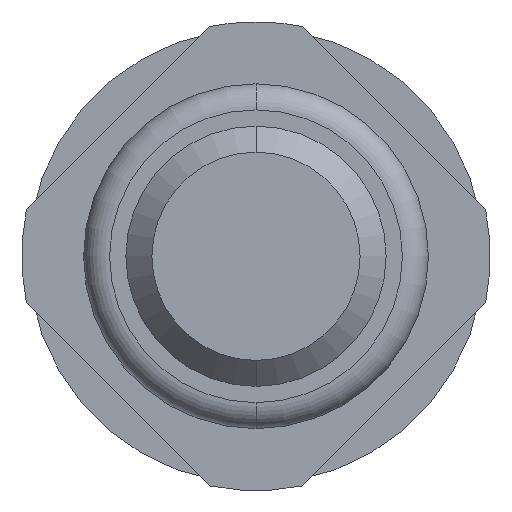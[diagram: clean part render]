
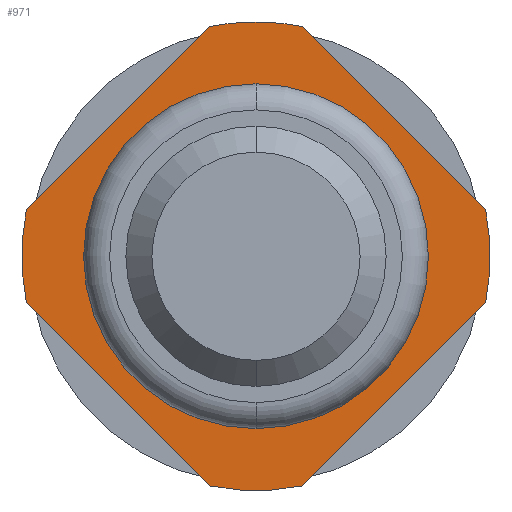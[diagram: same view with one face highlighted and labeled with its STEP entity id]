
A CAD part, front view. The second image highlights one B-rep face of the part: STEP entity #971.
In plain terms, the highlighted planar face has unit normal (0, -1, 0).
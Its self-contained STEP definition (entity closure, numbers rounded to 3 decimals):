
#24 = FACE_OUTER_BOUND ( 'NONE', #1569, .T. ) ;
#88 = DIRECTION ( 'NONE',  ( 0., 1., 0. ) ) ;
#134 = VERTEX_POINT ( 'NONE', #2857 ) ;
#225 = DIRECTION ( 'NONE',  ( 0., 0., 1. ) ) ;
#296 = EDGE_LOOP ( 'NONE', ( #2820, #3393 ) ) ;
#299 = CARTESIAN_POINT ( 'NONE',  ( 1.961, -2., -0.161 ) ) ;
#321 = DIRECTION ( 'NONE',  ( 0., 1., 0. ) ) ;
#338 = ORIENTED_EDGE ( 'NONE', *, *, #1841, .F. ) ;
#377 = VERTEX_POINT ( 'NONE', #2768 ) ;
#422 = DIRECTION ( 'NONE',  ( 0.707, 0., 0.707 ) ) ;
#449 = EDGE_CURVE ( 'Defeature ausgef�hrt3_17+Defeature ausgef�hrt3_0+Defeature ausgef�hrt3_3+Defeature ausgef�hrt3_2', #1412, #2219, #1378, .T. ) ;
#519 = DIRECTION ( 'NONE',  ( 0., 1., 0. ) ) ;
#532 = DIRECTION ( 'NONE',  ( 0., 1., 0. ) ) ;
#550 = VERTEX_POINT ( 'NONE', #3739 ) ;
#571 = CARTESIAN_POINT ( 'NONE',  ( 0.357, -2., 1.764 ) ) ;
#573 = ORIENTED_EDGE ( 'NONE', *, *, #3006, .F. ) ;
#683 = CARTESIAN_POINT ( 'NONE',  ( 0., -2., 0. ) ) ;
#690 = PLANE ( 'NONE',  #3072 ) ;
#718 = LINE ( 'NONE', #1988, #3070 ) ;
#726 = CIRCLE ( 'NONE', #3422, 1.8 ) ;
#771 = DIRECTION ( 'NONE',  ( 0., 1., 0. ) ) ;
#799 = LINE ( 'NONE', #299, #3025 ) ;
#805 = CARTESIAN_POINT ( 'NONE',  ( 0., -2., 0. ) ) ;
#826 = DIRECTION ( 'NONE',  ( 0., 0., 1. ) ) ;
#841 = VERTEX_POINT ( 'NONE', #1215 ) ;
#961 = CARTESIAN_POINT ( 'NONE',  ( 0., -2., 0. ) ) ;
#962 = CARTESIAN_POINT ( 'NONE',  ( 0., -2., 1.8 ) ) ;
#971 = ADVANCED_FACE ( 'Defeature ausgef�hrt3_0', ( #2014, #24 ), #690, .F. ) ;
#1014 = CIRCLE ( 'NONE', #2231, 1.325 ) ;
#1037 = DIRECTION ( 'NONE',  ( 0., 0., 1. ) ) ;
#1188 = CARTESIAN_POINT ( 'NONE',  ( -0.357, -2., 1.764 ) ) ;
#1215 = CARTESIAN_POINT ( 'NONE',  ( 1.764, -2., -0.357 ) ) ;
#1266 = CARTESIAN_POINT ( 'NONE',  ( 1.8, -2., 0. ) ) ;
#1364 = CARTESIAN_POINT ( 'NONE',  ( 0., -2., 0. ) ) ;
#1378 = LINE ( 'NONE', #3317, #2294 ) ;
#1412 = VERTEX_POINT ( 'NONE', #2862 ) ;
#1414 = VECTOR ( 'NONE', #1782, 1000. ) ;
#1470 = CIRCLE ( 'NONE', #3637, 1.8 ) ;
#1569 = EDGE_LOOP ( 'NONE', ( #1948, #1832, #573, #2381, #2043, #2177, #1899, #3456, #338 ) ) ;
#1571 = DIRECTION ( 'NONE',  ( 0., 0., 1. ) ) ;
#1591 = AXIS2_PLACEMENT_3D ( 'NONE', #805, #519, #826 ) ;
#1718 = EDGE_CURVE ( 'Defeature ausgef�hrt3_18+Defeature ausgef�hrt3_0+Defeature ausgef�hrt3_2+Defeature ausgef�hrt3_1', #3387, #134, #718, .T. ) ;
#1738 = VERTEX_POINT ( 'NONE', #2617 ) ;
#1782 = DIRECTION ( 'NONE',  ( -0.707, 0., 0.707 ) ) ;
#1832 = ORIENTED_EDGE ( 'NONE', *, *, #2071, .F. ) ;
#1841 = EDGE_CURVE ( 'Defeature ausgef�hrt3_1+Defeature ausgef�hrt3_0+Defeature ausgef�hrt3_18+Defeature ausgef�hrt3_15', #134, #841, #2886, .T. ) ;
#1863 = CARTESIAN_POINT ( 'NONE',  ( 0., -2., 0. ) ) ;
#1899 = ORIENTED_EDGE ( 'NONE', *, *, #2532, .F. ) ;
#1948 = ORIENTED_EDGE ( 'NONE', *, *, #1718, .F. ) ;
#1988 = CARTESIAN_POINT ( 'NONE',  ( 1.961, -2., 0.161 ) ) ;
#2014 = FACE_BOUND ( 'NONE', #296, .T. ) ;
#2043 = ORIENTED_EDGE ( 'NONE', *, *, #2408, .F. ) ;
#2062 = EDGE_CURVE ( 'Defeature ausgef�hrt3_15+Defeature ausgef�hrt3_0+Defeature ausgef�hrt3_1+Defeature ausgef�hrt3_4', #841, #3498, #799, .T. ) ;
#2071 = EDGE_CURVE ( 'Defeature ausgef�hrt3_2+Defeature ausgef�hrt3_0+Defeature ausgef�hrt3_17+Defeature ausgef�hrt3_18', #2157, #3387, #1470, .T. ) ;
#2102 = DIRECTION ( 'NONE',  ( 0., 0., 1. ) ) ;
#2147 = DIRECTION ( 'NONE',  ( 0., 1., 0. ) ) ;
#2157 = VERTEX_POINT ( 'NONE', #962 ) ;
#2177 = ORIENTED_EDGE ( 'NONE', *, *, #3458, .F. ) ;
#2179 = LINE ( 'NONE', #3503, #1414 ) ;
#2219 = VERTEX_POINT ( 'NONE', #1188 ) ;
#2229 = CIRCLE ( 'NONE', #3306, 1.8 ) ;
#2231 = AXIS2_PLACEMENT_3D ( 'NONE', #1364, #532, #225 ) ;
#2247 = CIRCLE ( 'NONE', #2966, 1.8 ) ;
#2266 = DIRECTION ( 'NONE',  ( 0.707, 0., -0.707 ) ) ;
#2294 = VECTOR ( 'NONE', #422, 1000. ) ;
#2315 = DIRECTION ( 'NONE',  ( -0.707, 0., -0.707 ) ) ;
#2320 = CARTESIAN_POINT ( 'NONE',  ( 0., -2., 1.325 ) ) ;
#2381 = ORIENTED_EDGE ( 'NONE', *, *, #449, .F. ) ;
#2387 = DIRECTION ( 'NONE',  ( 0., 0., 1. ) ) ;
#2408 = EDGE_CURVE ( 'Defeature ausgef�hrt3_3+Defeature ausgef�hrt3_0+Defeature ausgef�hrt3_16+Defeature ausgef�hrt3_17', #377, #1412, #2247, .T. ) ;
#2532 = EDGE_CURVE ( 'Defeature ausgef�hrt3_4+Defeature ausgef�hrt3_0+Defeature ausgef�hrt3_15+Defeature ausgef�hrt3_16', #3498, #550, #726, .T. ) ;
#2617 = CARTESIAN_POINT ( 'NONE',  ( 0., -2., -1.325 ) ) ;
#2691 = CARTESIAN_POINT ( 'NONE',  ( 0.357, -2., -1.764 ) ) ;
#2709 = EDGE_CURVE ( 'Defeature ausgef�hrt3_0+Defeature ausgef�hrt3_12+Defeature ausgef�hrt3_12+Defeature ausgef�hrt3_12', #1738, #2746, #3654, .T. ) ;
#2731 = DIRECTION ( 'NONE',  ( 0., 1., 0. ) ) ;
#2732 = DIRECTION ( 'NONE',  ( 0., 0., 1. ) ) ;
#2746 = VERTEX_POINT ( 'NONE', #2320 ) ;
#2768 = CARTESIAN_POINT ( 'NONE',  ( -1.764, -2., -0.357 ) ) ;
#2820 = ORIENTED_EDGE ( 'NONE', *, *, #3245, .T. ) ;
#2857 = CARTESIAN_POINT ( 'NONE',  ( 1.764, -2., 0.357 ) ) ;
#2862 = CARTESIAN_POINT ( 'NONE',  ( -1.764, -2., 0.357 ) ) ;
#2886 = CIRCLE ( 'NONE', #3131, 1.8 ) ;
#2966 = AXIS2_PLACEMENT_3D ( 'NONE', #3313, #2731, #1571 ) ;
#2971 = DIRECTION ( 'NONE',  ( 0., 1., 0. ) ) ;
#3006 = EDGE_CURVE ( 'Defeature ausgef�hrt3_2+Defeature ausgef�hrt3_0+Defeature ausgef�hrt3_17+Defeature ausgef�hrt3_18', #2219, #2157, #2229, .T. ) ;
#3025 = VECTOR ( 'NONE', #2315, 1000. ) ;
#3070 = VECTOR ( 'NONE', #2266, 1000. ) ;
#3072 = AXIS2_PLACEMENT_3D ( 'NONE', #1266, #88, #2102 ) ;
#3131 = AXIS2_PLACEMENT_3D ( 'NONE', #961, #2971, #2387 ) ;
#3196 = DIRECTION ( 'NONE',  ( 0., 0., 1. ) ) ;
#3245 = EDGE_CURVE ( 'Defeature ausgef�hrt3_0+Defeature ausgef�hrt3_12+Defeature ausgef�hrt3_12+Defeature ausgef�hrt3_12', #2746, #1738, #1014, .T. ) ;
#3306 = AXIS2_PLACEMENT_3D ( 'NONE', #683, #2147, #2732 ) ;
#3313 = CARTESIAN_POINT ( 'NONE',  ( 0., -2., 0. ) ) ;
#3317 = CARTESIAN_POINT ( 'NONE',  ( -0.161, -2., 1.961 ) ) ;
#3387 = VERTEX_POINT ( 'NONE', #571 ) ;
#3393 = ORIENTED_EDGE ( 'NONE', *, *, #2709, .T. ) ;
#3422 = AXIS2_PLACEMENT_3D ( 'NONE', #1863, #771, #1037 ) ;
#3456 = ORIENTED_EDGE ( 'NONE', *, *, #2062, .F. ) ;
#3458 = EDGE_CURVE ( 'Defeature ausgef�hrt3_16+Defeature ausgef�hrt3_0+Defeature ausgef�hrt3_4+Defeature ausgef�hrt3_3', #550, #377, #2179, .T. ) ;
#3496 = CARTESIAN_POINT ( 'NONE',  ( 0., -2., 0. ) ) ;
#3498 = VERTEX_POINT ( 'NONE', #2691 ) ;
#3503 = CARTESIAN_POINT ( 'NONE',  ( -0.161, -2., -1.961 ) ) ;
#3637 = AXIS2_PLACEMENT_3D ( 'NONE', #3496, #321, #3196 ) ;
#3654 = CIRCLE ( 'NONE', #1591, 1.325 ) ;
#3739 = CARTESIAN_POINT ( 'NONE',  ( -0.357, -2., -1.764 ) ) ;
